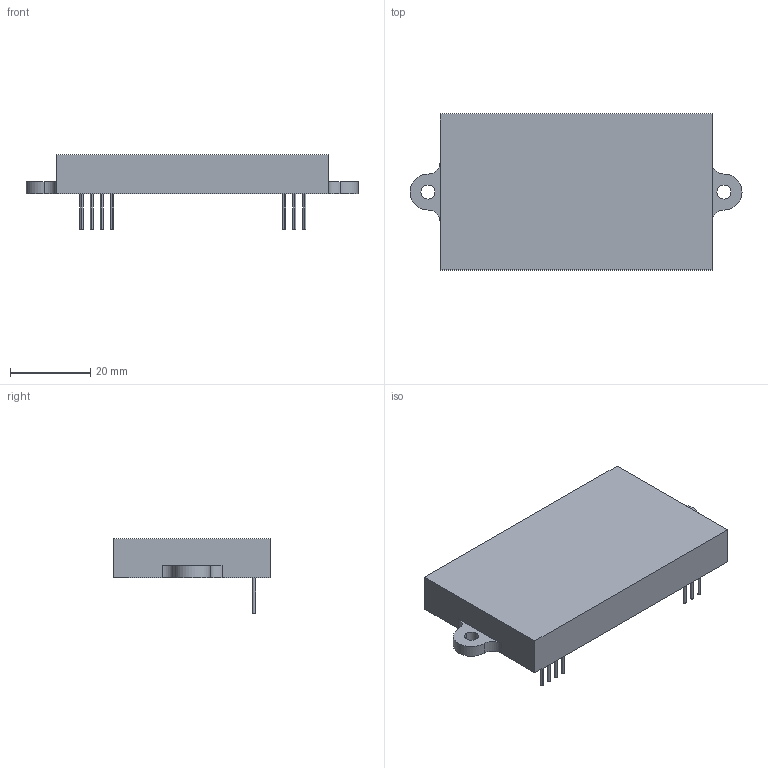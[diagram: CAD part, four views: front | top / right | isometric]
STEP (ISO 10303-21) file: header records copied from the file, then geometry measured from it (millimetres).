
FILE_DESCRIPTION(('FreeCAD Model'),'2;1');
FILE_NAME('Reverb_Belton_BTDR-1H.step', '2019-01-05T12:06:39',('kicad StepUp'),('ksu MCAD'), 'Open CASCADE STEP processor 7.2','FreeCAD','Unknown');
FILE_SCHEMA(('AUTOMOTIVE_DESIGN { 1 0 10303 214 1 1 1 1 }'));
Length unit declared in the file: millimetre
Products named in the file (1): Reverb_Belton_BTDR-1H
Bounding box: 83 x 39 x 18.7 mm (x, y, z)
Volume: 26339.2 mm3; surface area: 7887.2 mm2
Topology: 1 solids, 1 shells, 53 faces, 118 edges, 74 vertices
Faces by surface type: cylinder 24, plane 15, torus 14
Entity records: 1888 total; most frequent: DIRECTION 302, CARTESIAN_POINT 246, ORIENTED_EDGE 236, AXIS2_PLACEMENT_3D 130, EDGE_CURVE 118, CIRCLE 76, VERTEX_POINT 74, FACE_BOUND 64
